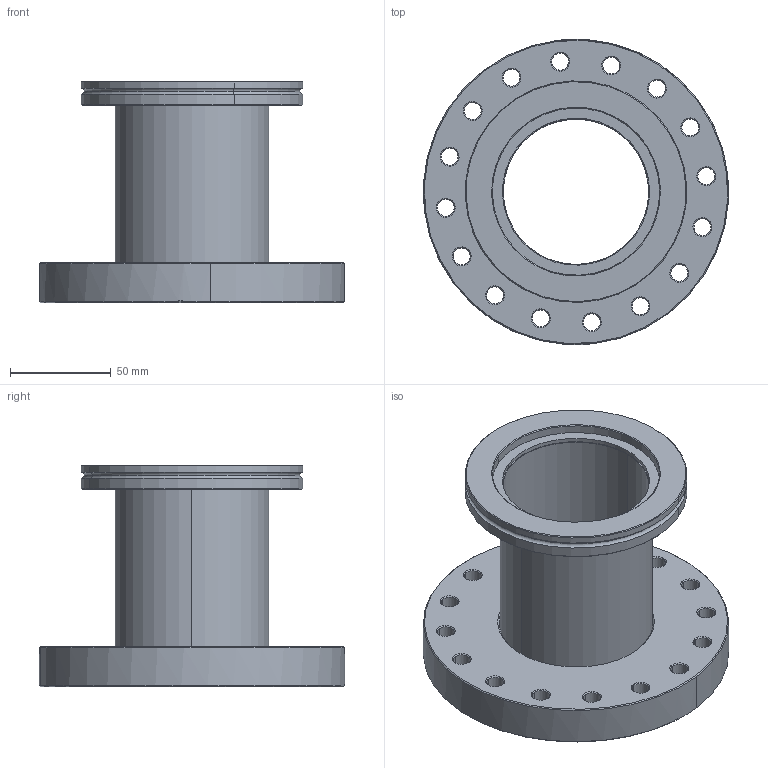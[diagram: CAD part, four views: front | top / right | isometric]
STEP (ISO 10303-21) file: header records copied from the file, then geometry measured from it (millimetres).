
FILE_DESCRIPTION (( 'STEP AP214' ), '1' );
FILE_NAME ('Hositrad_CFA100-ISO80.STEP', '2017-05-12T08:50:11', ( 'Gebruiker' ), ( '' ), 'SwSTEP 2.0', 'SolidWorks 2017', '' );
FILE_SCHEMA (( 'AUTOMOTIVE_DESIGN' ));
Length unit declared in the file: millimetre
Products named in the file (4): Hositrad_CFA100-ISO80; NW100CF-weld_CF100-76,2; CF-To-ISO-Adaptors-All_CFA100-ISO80; ISO-K-Weld-All_ISO80-76
Assembly tree (3 placements, depth 2):
  Hositrad_CFA100-ISO80
    CF-To-ISO-Adaptors-All_CFA100-ISO80
    NW100CF-weld_CF100-76,2
    ISO-K-Weld-All_ISO80-76
Bounding box: 151.38 x 151.6 x 110 mm (x, y, z)
Volume: 341564.2 mm3; surface area: 111751.7 mm2
Topology: 3 solids, 3 shells, 168 faces, 380 edges, 223 vertices
Faces by surface type: cone 87, cylinder 58, plane 19, torus 4
Entity records: 5301 total; most frequent: DIRECTION 941, CARTESIAN_POINT 789, ORIENTED_EDGE 760, AXIS2_PLACEMENT_3D 391, EDGE_CURVE 380, VERTEX_POINT 223, CIRCLE 217, EDGE_LOOP 211
